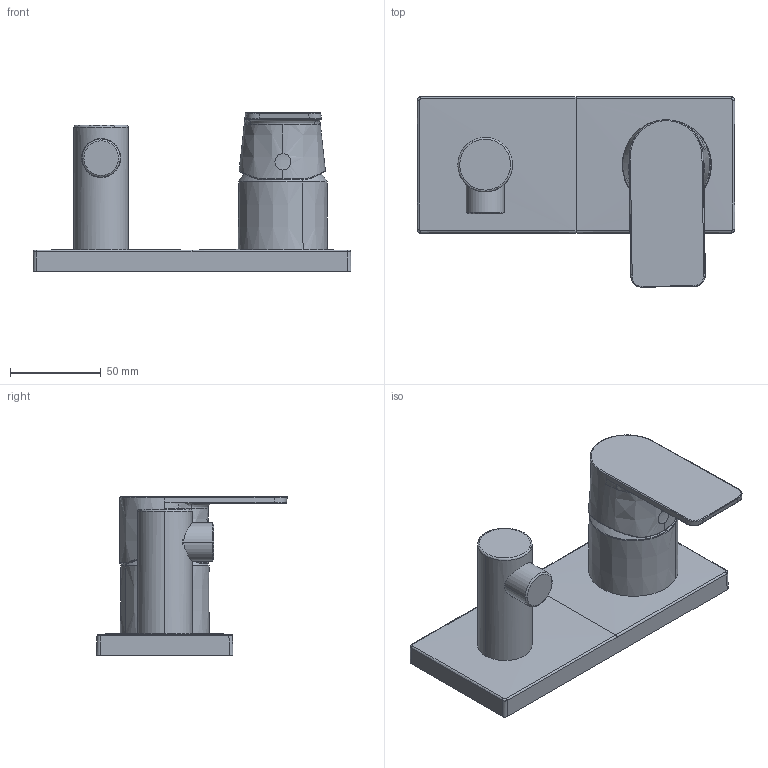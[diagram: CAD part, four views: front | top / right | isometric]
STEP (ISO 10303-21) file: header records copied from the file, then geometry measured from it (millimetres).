
FILE_DESCRIPTION (( 'STEP AP203' ), '1' );
FILE_NAME ('44569573(2021).STEP', '2020-10-23T07:51:08', ( '' ), ( '' ), 'SwSTEP 2.0', 'SolidWorks 2016', '' );
FILE_SCHEMA (( 'CONFIG_CONTROL_DESIGN' ));
Length unit declared in the file: millimetre
Products named in the file (1): 44569573(2021)
Bounding box: 175 x 104.94 x 87.19 mm (x, y, z)
Volume: 349270.6 mm3; surface area: 54923.1 mm2
Topology: 1 solids, 1 shells, 78 faces, 189 edges, 117 vertices
Faces by surface type: bspline 47, plane 13, cylinder 10, cone 4, sphere 2, torus 2
Entity records: 8508 total; most frequent: CARTESIAN_POINT 6962, ORIENTED_EDGE 378, EDGE_CURVE 189, DIRECTION 177, VERTEX_POINT 117, B_SPLINE_CURVE_WITH_KNOTS 102, EDGE_LOOP 82, ADVANCED_FACE 78
